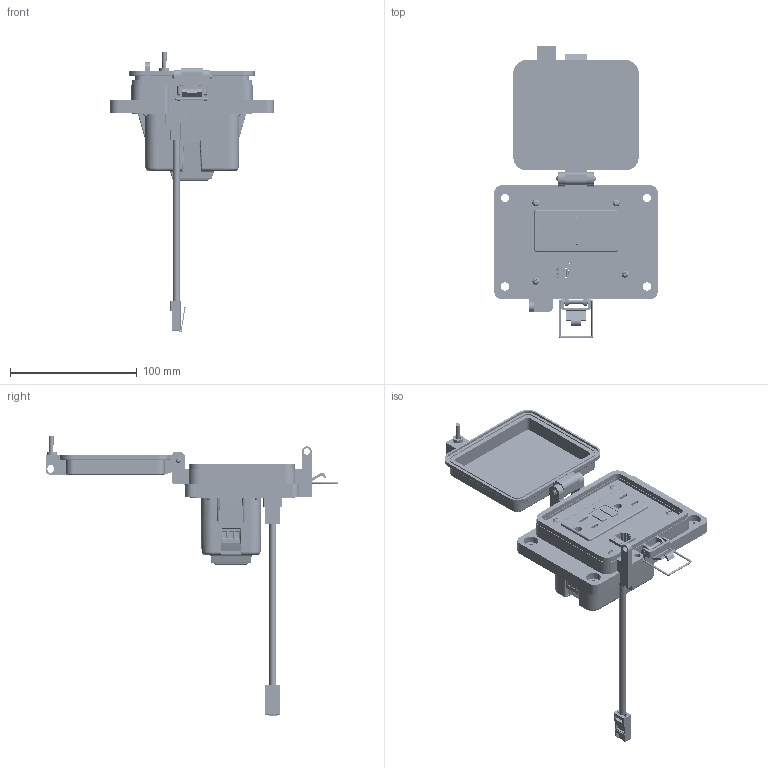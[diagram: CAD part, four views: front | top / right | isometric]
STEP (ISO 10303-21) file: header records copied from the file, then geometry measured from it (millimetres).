
FILE_DESCRIPTION (( 'STEP AP203' ), '1' );
FILE_NAME ('P-R13-K3RF0_3D.STEP', '2021-12-08T16:56:23', ( '' ), ( '' ), 'SwSTEP 2.0', 'SolidWorks 2019', '' );
FILE_SCHEMA (( 'CONFIG_CONTROL_DESIGN' ));
Length unit declared in the file: millimetre
Products named in the file (16): Z-300-RJ45CAT5; 92005A124_METRIC PAN HEAD PHILLIPS MACHINE SCREW_92005A124; Z-200-OTLT-RIOF-15A; P-R13-K3RF0_TP060_2; Z-000-4243316TFP; P-R13-K3RF0_3D; Z-H-K3_B; R13; Z-020-3070; RF; P-R13-K3RF0_TP060_1; Z-120-RIOF-SHELL; P-R13-K3RF0_BP120_1; Z-200-OTLT-GFIH-15A_sheared; -K3; P-R13-K3RF0_FP060_1
Assembly tree (21 placements, depth 4):
  P-R13-K3RF0_3D
    P-R13-K3RF0_FP060_1
    Z-000-4243316TFP  x4
    P-R13-K3RF0_TP060_1
    P-R13-K3RF0_BP120_1
    P-R13-K3RF0_TP060_2
    92005A124_METRIC PAN HEAD PHILLIPS MACHINE SCREW_92005A124  x4
    -K3
      Z-H-K3_B
    RF
      Z-200-OTLT-RIOF-15A
        Z-120-RIOF-SHELL
        Z-200-OTLT-GFIH-15A_sheared
    R13
      Z-300-RJ45CAT5
      Z-020-3070
Bounding box: 129 x 231.18 x 220.84 mm (x, y, z)
Volume: 298938.8 mm3; surface area: 193734.3 mm2
Topology: 45 solids, 51 shells, 6259 faces, 16425 edges, 10422 vertices
Faces by surface type: plane 2580, cylinder 2050, bspline 1332, cone 150, torus 89, sphere 58
Entity records: 233237 total; most frequent: CARTESIAN_POINT 107725, ORIENTED_EDGE 28628, DIRECTION 21177, EDGE_CURVE 14314, VERTEX_POINT 9045, LINE 8445, VECTOR 8445, AXIS2_PLACEMENT_3D 6366
